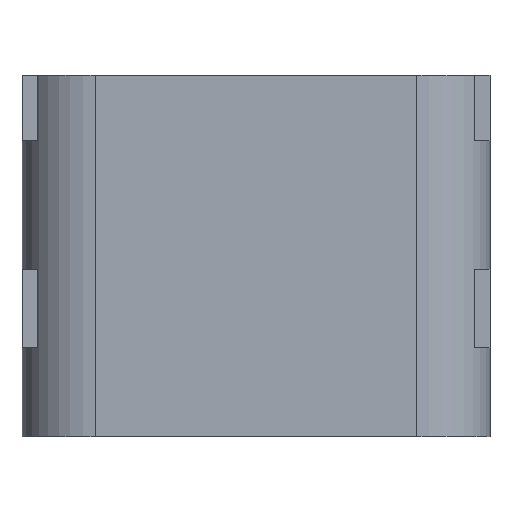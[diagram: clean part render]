
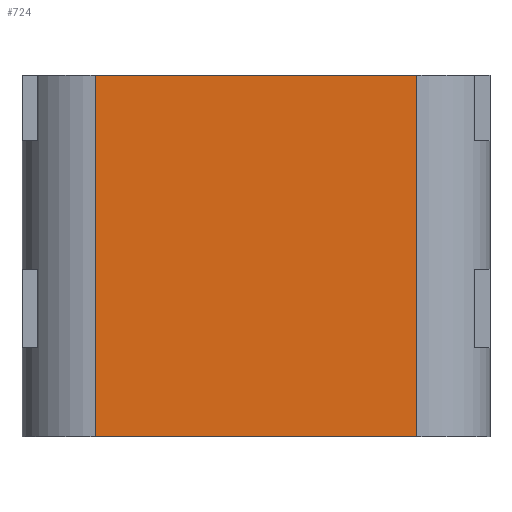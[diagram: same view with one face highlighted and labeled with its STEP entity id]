
A CAD part, front view. The second image highlights one B-rep face of the part: STEP entity #724.
In plain terms, the highlighted planar face has unit normal (0, -1, 0).
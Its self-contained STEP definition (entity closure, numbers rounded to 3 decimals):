
#90=FACE_OUTER_BOUND('',#134,.T.);
#134=EDGE_LOOP('',(#643,#644,#645,#646));
#200=LINE('',#1164,#280);
#204=LINE('',#1178,#284);
#209=LINE('',#1192,#289);
#214=LINE('',#1204,#294);
#280=VECTOR('',#957,10.);
#284=VECTOR('',#969,10.);
#289=VECTOR('',#984,10.);
#294=VECTOR('',#999,10.);
#343=VERTEX_POINT('',#1157);
#346=VERTEX_POINT('',#1162);
#352=VERTEX_POINT('',#1176);
#356=VERTEX_POINT('',#1190);
#434=EDGE_CURVE('',#346,#343,#200,.T.);
#441=EDGE_CURVE('',#346,#352,#204,.T.);
#448=EDGE_CURVE('',#356,#352,#209,.T.);
#454=EDGE_CURVE('',#343,#356,#214,.T.);
#643=ORIENTED_EDGE('',*,*,#434,.F.);
#644=ORIENTED_EDGE('',*,*,#441,.T.);
#645=ORIENTED_EDGE('',*,*,#448,.F.);
#646=ORIENTED_EDGE('',*,*,#454,.F.);
#681=PLANE('',#801);
#724=ADVANCED_FACE('',(#90),#681,.F.);
#801=AXIS2_PLACEMENT_3D('',#1205,#1000,#1001);
#957=DIRECTION('',(0.,0.,-1.));
#969=DIRECTION('',(-1.,0.,0.));
#984=DIRECTION('',(0.,0.,1.));
#999=DIRECTION('',(-1.,0.,0.));
#1000=DIRECTION('center_axis',(0.,1.,0.));
#1001=DIRECTION('ref_axis',(1.,0.,0.));
#1157=CARTESIAN_POINT('',(3.07,0.,-3.45));
#1162=CARTESIAN_POINT('',(3.07,0.,3.45));
#1164=CARTESIAN_POINT('',(3.07,0.,1.725));
#1176=CARTESIAN_POINT('',(-3.07,0.,3.45));
#1178=CARTESIAN_POINT('',(-4.17,0.,3.45));
#1190=CARTESIAN_POINT('',(-3.07,0.,-3.45));
#1192=CARTESIAN_POINT('',(-3.07,0.,-1.725));
#1204=CARTESIAN_POINT('',(4.47,0.,-3.45));
#1205=CARTESIAN_POINT('Origin',(0.,0.,0.));
